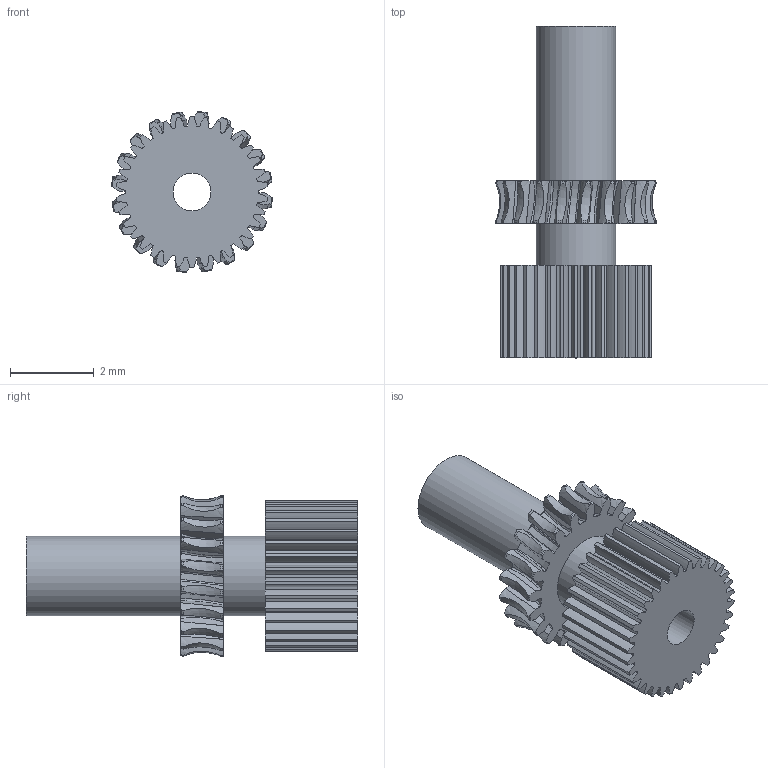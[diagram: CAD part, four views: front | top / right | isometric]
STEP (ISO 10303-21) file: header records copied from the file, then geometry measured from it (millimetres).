
FILE_DESCRIPTION(/* description */ ('','CAx-IF Rec.Pracs.---Representation and Presentation of Product Manufacturing Information (PMI)---4.0---2014-10-13'),/* implementation_level */ '2;1');
FILE_NAME(/* name */ 'wheel v1.step',/* time_stamp */ '2024-12-05T19:33:25Z',/* author */ (''),/* organization */ (''),/* preprocessor_version */ 'ST-DEVELOPER v20',/* originating_system */ 'Autodesk Translation Framework v13.20.0.188',/* authorisation */ '');
FILE_SCHEMA (('AP242_MANAGED_MODEL_BASED_3D_ENGINEERING_MIM_LF { 1 0 10303 442 1 1 4 }'));
Length unit declared in the file: millimetre
Products named in the file (1): wheel
Bounding box: 3.83 x 7.9 x 3.83 mm (x, y, z)
Volume: 36.9 mm3; surface area: 156.9 mm2
Topology: 2 solids, 2 shells, 466 faces, 1380 edges, 920 vertices
Faces by surface type: cylinder 260, bspline 60, torus 60, plane 46, cone 40
Full cylindrical faces by diameter (mm): 0.9 x2, 1.9 x2
Entity records: 17480 total; most frequent: CARTESIAN_POINT 4567, DIRECTION 2914, ORIENTED_EDGE 2760, EDGE_CURVE 1380, AXIS2_PLACEMENT_3D 1267, VERTEX_POINT 920, CIRCLE 600, EDGE_LOOP 472
